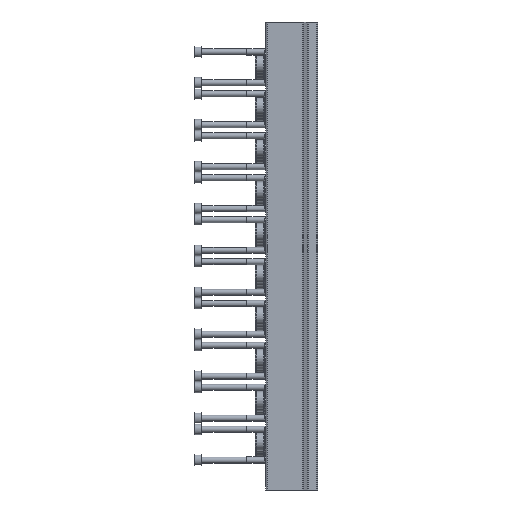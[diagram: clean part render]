
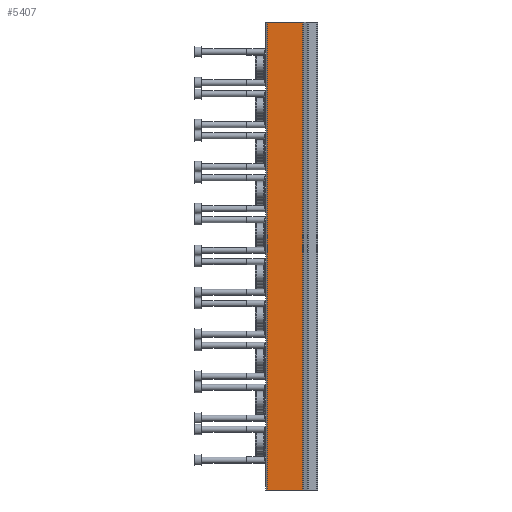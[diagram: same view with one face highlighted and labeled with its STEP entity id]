
A CAD part, left-side view. The second image highlights one B-rep face of the part: STEP entity #5407.
In plain terms, the highlighted planar face has unit normal (-1, 0, 0).
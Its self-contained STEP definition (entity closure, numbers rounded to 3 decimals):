
#278=PLANE('',#5823);
#856=ORIENTED_EDGE('',*,*,#2230,.F.);
#857=ORIENTED_EDGE('',*,*,#2229,.F.);
#858=ORIENTED_EDGE('',*,*,#2231,.T.);
#859=ORIENTED_EDGE('',*,*,#2232,.T.);
#2229=EDGE_CURVE('',#2916,#2914,#3419,.T.);
#2230=EDGE_CURVE('',#2914,#2917,#3420,.T.);
#2231=EDGE_CURVE('',#2916,#2918,#3421,.T.);
#2232=EDGE_CURVE('',#2918,#2917,#3422,.T.);
#2914=VERTEX_POINT('',#8960);
#2916=VERTEX_POINT('',#8964);
#2917=VERTEX_POINT('',#8968);
#2918=VERTEX_POINT('',#8970);
#3419=LINE('',#8965,#3729);
#3420=LINE('',#8967,#3730);
#3421=LINE('',#8969,#3731);
#3422=LINE('',#8971,#3732);
#3729=VECTOR('',#6584,1000.);
#3730=VECTOR('',#6587,1000.);
#3731=VECTOR('',#6588,1000.);
#3732=VECTOR('',#6589,1000.);
#4055=EDGE_LOOP('',(#856,#857,#858,#859));
#4674=FACE_BOUND('',#4055,.T.);
#5407=ADVANCED_FACE('',(#4674),#278,.T.);
#5823=AXIS2_PLACEMENT_3D('',#8966,#6585,#6586);
#6584=DIRECTION('',(0.,0.,1.));
#6585=DIRECTION('',(-1.,0.,0.));
#6586=DIRECTION('',(0.,0.,1.));
#6587=DIRECTION('',(0.,-1.,0.));
#6588=DIRECTION('',(0.,-1.,0.));
#6589=DIRECTION('',(0.,0.,1.));
#8960=CARTESIAN_POINT('',(-40.25,33.,0.));
#8964=CARTESIAN_POINT('',(-40.25,33.,-307.));
#8965=CARTESIAN_POINT('',(-40.25,33.,-307.));
#8966=CARTESIAN_POINT('',(-40.25,33.,-307.));
#8967=CARTESIAN_POINT('',(-40.25,33.,0.));
#8968=CARTESIAN_POINT('',(-40.25,9.853,0.));
#8969=CARTESIAN_POINT('',(-40.25,33.,-307.));
#8970=CARTESIAN_POINT('',(-40.25,9.853,-307.));
#8971=CARTESIAN_POINT('',(-40.25,9.853,-307.));
